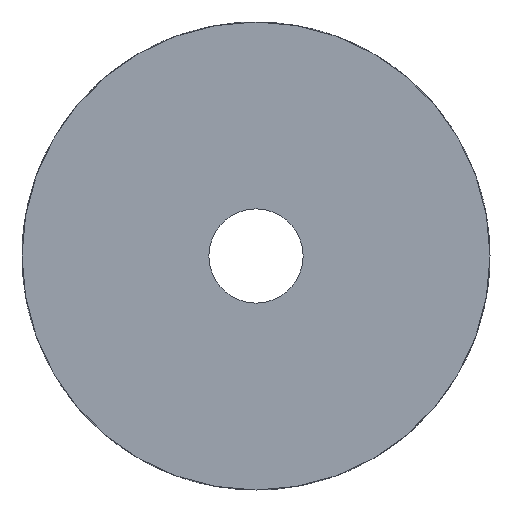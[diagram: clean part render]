
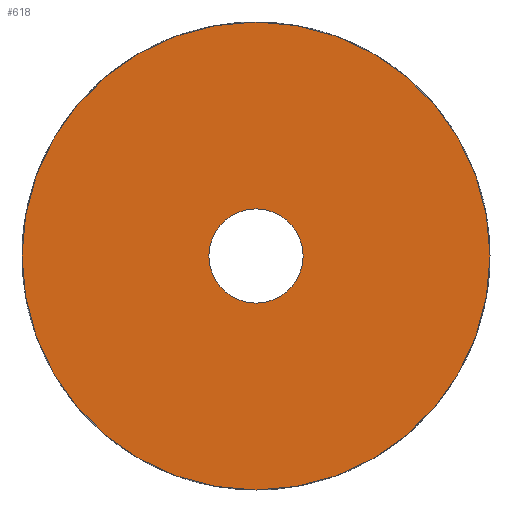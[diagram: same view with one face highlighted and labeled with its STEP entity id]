
A CAD part, front view. The second image highlights one B-rep face of the part: STEP entity #618.
In plain terms, the highlighted planar face has unit normal (0, -1, 0).
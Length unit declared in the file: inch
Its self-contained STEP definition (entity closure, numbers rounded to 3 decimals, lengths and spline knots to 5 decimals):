
#90 = ORIENTED_EDGE ( 'NONE', *, *, #5462, .F. ) ;
#183 = PLANE ( 'NONE',  #4600 ) ;
#277 = CARTESIAN_POINT ( 'NONE',  ( 0., 0., 0. ) ) ;
#400 = CARTESIAN_POINT ( 'NONE',  ( 0., 0., 0.25 ) ) ;
#618 = ADVANCED_FACE ( 'NONE', ( #3252, #4516 ), #183, .F. ) ;
#736 = AXIS2_PLACEMENT_3D ( 'NONE', #277, #5791, #1477 ) ;
#1189 = CARTESIAN_POINT ( 'NONE',  ( 0., 0., -1.24104 ) ) ;
#1232 = EDGE_CURVE ( 'NONE', #2162, #7071, #4474, .T. ) ;
#1440 = EDGE_LOOP ( 'NONE', ( #90, #4948 ) ) ;
#1477 = DIRECTION ( 'NONE',  ( 0., 0., 1. ) ) ;
#1746 = EDGE_CURVE ( 'NONE', #1838, #5430, #2032, .T. ) ;
#1838 = VERTEX_POINT ( 'NONE', #400 ) ;
#2032 = CIRCLE ( 'NONE', #3572, 0.25 ) ;
#2063 = DIRECTION ( 'NONE',  ( 0., 0., 1. ) ) ;
#2162 = VERTEX_POINT ( 'NONE', #2406 ) ;
#2360 = ORIENTED_EDGE ( 'NONE', *, *, #7942, .F. ) ;
#2373 = AXIS2_PLACEMENT_3D ( 'NONE', #3530, #2958, #5398 ) ;
#2406 = CARTESIAN_POINT ( 'NONE',  ( 0., 0., 1.24104 ) ) ;
#2666 = CARTESIAN_POINT ( 'NONE',  ( 0., 0., 0. ) ) ;
#2709 = ORIENTED_EDGE ( 'NONE', *, *, #1746, .F. ) ;
#2958 = DIRECTION ( 'NONE',  ( 0., 1., 0. ) ) ;
#3037 = CARTESIAN_POINT ( 'NONE',  ( 0., 0., -0.25 ) ) ;
#3086 = CARTESIAN_POINT ( 'NONE',  ( 0., 0., 0. ) ) ;
#3164 = DIRECTION ( 'NONE',  ( 0., 0., -1. ) ) ;
#3252 = FACE_OUTER_BOUND ( 'NONE', #1440, .T. ) ;
#3258 = CIRCLE ( 'NONE', #4826, 0.25 ) ;
#3530 = CARTESIAN_POINT ( 'NONE',  ( 0., 0., 0. ) ) ;
#3572 = AXIS2_PLACEMENT_3D ( 'NONE', #7710, #4492, #6938 ) ;
#4304 = DIRECTION ( 'NONE',  ( 0., -1., 0. ) ) ;
#4318 = EDGE_LOOP ( 'NONE', ( #2360, #2709 ) ) ;
#4474 = CIRCLE ( 'NONE', #736, 1.24104 ) ;
#4492 = DIRECTION ( 'NONE',  ( 0., -1., 0. ) ) ;
#4516 = FACE_BOUND ( 'NONE', #4318, .T. ) ;
#4600 = AXIS2_PLACEMENT_3D ( 'NONE', #2666, #7616, #2063 ) ;
#4818 = CIRCLE ( 'NONE', #2373, 1.24104 ) ;
#4826 = AXIS2_PLACEMENT_3D ( 'NONE', #3086, #4304, #3164 ) ;
#4948 = ORIENTED_EDGE ( 'NONE', *, *, #1232, .F. ) ;
#5398 = DIRECTION ( 'NONE',  ( 0., 0., 1. ) ) ;
#5430 = VERTEX_POINT ( 'NONE', #3037 ) ;
#5462 = EDGE_CURVE ( 'NONE', #7071, #2162, #4818, .T. ) ;
#5791 = DIRECTION ( 'NONE',  ( 0., 1., 0. ) ) ;
#6938 = DIRECTION ( 'NONE',  ( 0., 0., -1. ) ) ;
#7071 = VERTEX_POINT ( 'NONE', #1189 ) ;
#7616 = DIRECTION ( 'NONE',  ( 0., 1., 0. ) ) ;
#7710 = CARTESIAN_POINT ( 'NONE',  ( 0., 0., 0. ) ) ;
#7942 = EDGE_CURVE ( 'NONE', #5430, #1838, #3258, .T. ) ;
